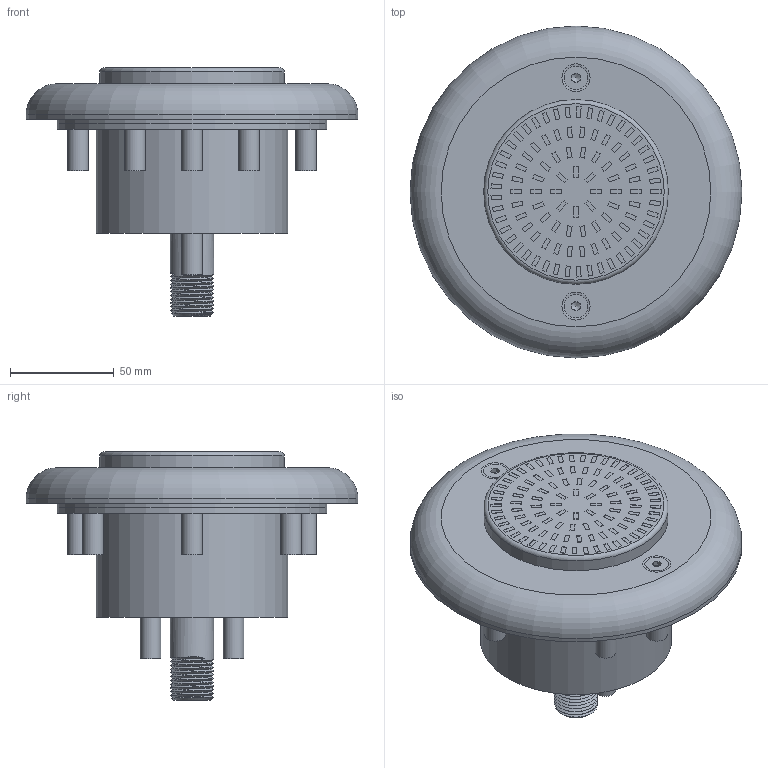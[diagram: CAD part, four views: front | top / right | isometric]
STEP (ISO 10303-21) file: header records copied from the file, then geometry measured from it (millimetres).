
FILE_DESCRIPTION(('STEP AP214'), '1');
FILE_NAME('Ð11-14 ïðîæåêòîð ñâåòîäèîäíûé 10 Âò', '2025-03-18T09:45:38', ('Runwill'), (''), 'C3D Converter', 'C3D Toolkit', '');
FILE_SCHEMA(('AUTOMOTIVE_DESIGN { 1 0 10303 214 3 1 1}'));
Length unit declared in the file: millimetre
Assembly tree (28 placements, depth 3):
  (unnamed)
    (unnamed)  x2
    (unnamed)
      (unnamed)  x10
    (unnamed)
    (unnamed)  x7
    (unnamed)
    (unnamed)
    (unnamed)
    (unnamed)
    (unnamed)
    (unnamed)
    (unnamed)
Bounding box: 160 x 160 x 119.7 mm (x, y, z)
Volume: 176889.1 mm3; surface area: 227089.6 mm2
Topology: 130 solids, 132 shells, 942 faces, 1915 edges, 1258 vertices
Faces by surface type: plane 753, cylinder 106, cone 43, torus 28, sphere 8, bspline 4
Full cylindrical faces by diameter (mm): 4.917 x10, 6 x10, 7 x38, 7.5 x4, 9 x1, 10 x10, 11.34 x2, 15.04 x1, 20 x1, 20.94 x1, 22 x1, 24 x1, 26 x1, 55 x1, 87 x1, 89 x2, 90 x4, 92.4 x1, 102 x1, 104 x1, 130 x4, 157 x1, 160 x1
Entity records: 32549 total; most frequent: CARTESIAN_POINT 9384, DIRECTION 3278, ORIENTED_EDGE 3014, EDGE_CURVE 1507, LINE 1270, VECTOR 1270, VERTEX_POINT 1064, AXIS2_PLACEMENT_3D 1004
